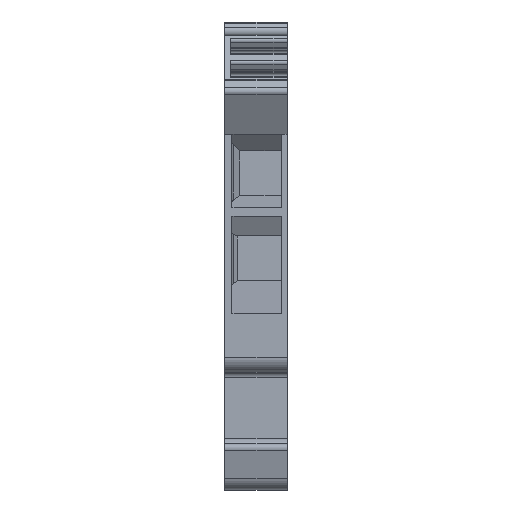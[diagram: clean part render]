
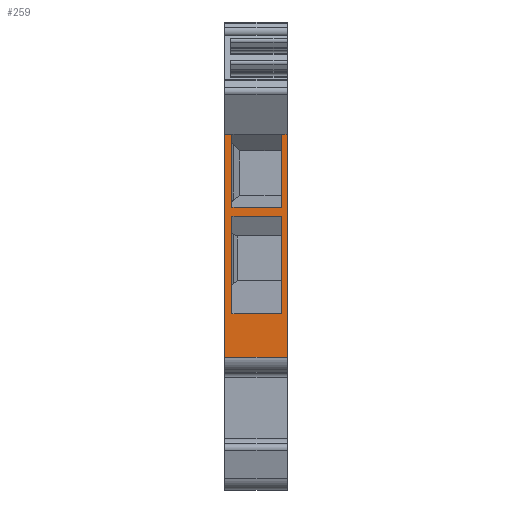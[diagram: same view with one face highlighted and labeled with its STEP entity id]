
A CAD part, left-side view. The second image highlights one B-rep face of the part: STEP entity #259.
In plain terms, the highlighted planar face has unit normal (-1, 0, 0).
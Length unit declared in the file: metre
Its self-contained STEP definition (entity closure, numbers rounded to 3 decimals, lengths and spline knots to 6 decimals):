
#259 = ADVANCED_FACE( '', ( #656, #657 ), #658, .T. );
#656 = FACE_OUTER_BOUND( '', #1072, .T. );
#657 = FACE_BOUND( '', #1073, .T. );
#658 = PLANE( '', #1074 );
#1072 = EDGE_LOOP( '', ( #2725, #2726, #2727, #2728, #2729, #2730, #2731, #2732 ) );
#1073 = EDGE_LOOP( '', ( #2733, #2734, #2735, #2736 ) );
#1074 = AXIS2_PLACEMENT_3D( '', #2737, #2738, #2739 );
#2725 = ORIENTED_EDGE( '', *, *, #3344, .F. );
#2726 = ORIENTED_EDGE( '', *, *, #3354, .T. );
#2727 = ORIENTED_EDGE( '', *, *, #3307, .F. );
#2728 = ORIENTED_EDGE( '', *, *, #3278, .F. );
#2729 = ORIENTED_EDGE( '', *, *, #3002, .T. );
#2730 = ORIENTED_EDGE( '', *, *, #3356, .T. );
#2731 = ORIENTED_EDGE( '', *, *, #3385, .F. );
#2732 = ORIENTED_EDGE( '', *, *, #3181, .F. );
#2733 = ORIENTED_EDGE( '', *, *, #3197, .T. );
#2734 = ORIENTED_EDGE( '', *, *, #3194, .T. );
#2735 = ORIENTED_EDGE( '', *, *, #3373, .T. );
#2736 = ORIENTED_EDGE( '', *, *, #3410, .T. );
#2737 = CARTESIAN_POINT( '', ( -0.029451, -0.00305, 0.0167 ) );
#2738 = DIRECTION( '', ( -1., 0., 0. ) );
#2739 = DIRECTION( '', ( 0., 0., 1. ) );
#3002 = EDGE_CURVE( '', #3719, #3717, #3720, .T. );
#3181 = EDGE_CURVE( '', #4015, #4017, #4018, .F. );
#3194 = EDGE_CURVE( '', #4041, #4039, #4042, .T. );
#3197 = EDGE_CURVE( '', #4045, #4041, #4046, .T. );
#3278 = EDGE_CURVE( '', #3719, #4168, #4171, .T. );
#3307 = EDGE_CURVE( '', #4168, #4219, #4220, .F. );
#3344 = EDGE_CURVE( '', #4274, #4015, #4275, .F. );
#3354 = EDGE_CURVE( '', #4274, #4219, #4285, .F. );
#3356 = EDGE_CURVE( '', #3717, #4286, #4288, .F. );
#3373 = EDGE_CURVE( '', #4039, #4307, #4309, .T. );
#3385 = EDGE_CURVE( '', #4017, #4286, #4321, .F. );
#3410 = EDGE_CURVE( '', #4307, #4045, #4353, .T. );
#3717 = VERTEX_POINT( '', #4759 );
#3719 = VERTEX_POINT( '', #4762 );
#3720 = LINE( '', #4763, #4764 );
#4015 = VERTEX_POINT( '', #5194 );
#4017 = VERTEX_POINT( '', #5197 );
#4018 = LINE( '', #5198, #5199 );
#4039 = VERTEX_POINT( '', #5230 );
#4041 = VERTEX_POINT( '', #5233 );
#4042 = LINE( '', #5234, #5235 );
#4045 = VERTEX_POINT( '', #5240 );
#4046 = LINE( '', #5241, #5242 );
#4168 = VERTEX_POINT( '', #5422 );
#4171 = LINE( '', #5426, #5427 );
#4219 = VERTEX_POINT( '', #5499 );
#4220 = LINE( '', #5500, #5501 );
#4274 = VERTEX_POINT( '', #5578 );
#4275 = LINE( '', #5579, #5580 );
#4285 = LINE( '', #5599, #5600 );
#4286 = VERTEX_POINT( '', #5601 );
#4288 = LINE( '', #5604, #5605 );
#4307 = VERTEX_POINT( '', #5637 );
#4309 = LINE( '', #5640, #5641 );
#4321 = LINE( '', #5664, #5665 );
#4353 = LINE( '', #5716, #5717 );
#4759 = CARTESIAN_POINT( '', ( -0.029451, -0.00305, 0.0167 ) );
#4762 = CARTESIAN_POINT( '', ( -0.02945, -0.00305, -0.0051 ) );
#4763 = CARTESIAN_POINT( '', ( -0.029451, -0.00305, 0.0167 ) );
#4764 = VECTOR( '', #5990, 1. );
#5194 = CARTESIAN_POINT( '', ( -0.029451, 0.00235, 0.009549 ) );
#5197 = CARTESIAN_POINT( '', ( -0.029451, -0.0025, 0.009549 ) );
#5198 = CARTESIAN_POINT( '', ( -0.029451, 0., 0.009549 ) );
#5199 = VECTOR( '', #6253, 1. );
#5230 = CARTESIAN_POINT( '', ( -0.02945, -0.0025, -0.000851 ) );
#5233 = CARTESIAN_POINT( '', ( -0.029451, -0.0025, 0.008691 ) );
#5234 = CARTESIAN_POINT( '', ( -0.029451, -0.0025, 0.0167 ) );
#5235 = VECTOR( '', #6268, 1. );
#5240 = CARTESIAN_POINT( '', ( -0.029451, 0.00235, 0.008691 ) );
#5241 = CARTESIAN_POINT( '', ( -0.029451, -0.00305, 0.008691 ) );
#5242 = VECTOR( '', #6271, 1. );
#5422 = CARTESIAN_POINT( '', ( -0.02945, 0.00305, -0.0051 ) );
#5426 = CARTESIAN_POINT( '', ( -0.02945, -0.00305, -0.0051 ) );
#5427 = VECTOR( '', #6394, 1. );
#5499 = CARTESIAN_POINT( '', ( -0.029451, 0.00305, 0.0167 ) );
#5500 = CARTESIAN_POINT( '', ( -0.02945, 0.00305, -0.013065 ) );
#5501 = VECTOR( '', #6431, 1. );
#5578 = CARTESIAN_POINT( '', ( -0.029451, 0.00235, 0.0167 ) );
#5579 = CARTESIAN_POINT( '', ( -0.029447, 0.00235, -0.050912 ) );
#5580 = VECTOR( '', #6494, 1. );
#5599 = CARTESIAN_POINT( '', ( -0.029451, -0.00305, 0.0167 ) );
#5600 = VECTOR( '', #6504, 1. );
#5601 = CARTESIAN_POINT( '', ( -0.029451, -0.0025, 0.0167 ) );
#5604 = CARTESIAN_POINT( '', ( -0.029451, -0.00305, 0.0167 ) );
#5605 = VECTOR( '', #6506, 1. );
#5637 = CARTESIAN_POINT( '', ( -0.02945, 0.00235, -0.000851 ) );
#5640 = CARTESIAN_POINT( '', ( -0.02945, -0.00305, -0.000851 ) );
#5641 = VECTOR( '', #6527, 1. );
#5664 = CARTESIAN_POINT( '', ( -0.029447, -0.0025, -0.050912 ) );
#5665 = VECTOR( '', #6539, 1. );
#5716 = CARTESIAN_POINT( '', ( -0.029451, 0.00235, 0.0167 ) );
#5717 = VECTOR( '', #6574, 1. );
#5990 = DIRECTION( '', ( 0., 0., 1. ) );
#6253 = DIRECTION( '', ( 0., 1., 0. ) );
#6268 = DIRECTION( '', ( 0., 0., -1. ) );
#6271 = DIRECTION( '', ( 0., -1., 0. ) );
#6394 = DIRECTION( '', ( 0., 1., 0. ) );
#6431 = DIRECTION( '', ( 0., 0., -1. ) );
#6494 = DIRECTION( '', ( 0., 0., 1. ) );
#6504 = DIRECTION( '', ( 0., -1., 0. ) );
#6506 = DIRECTION( '', ( 0., -1., 0. ) );
#6527 = DIRECTION( '', ( 0., 1., 0. ) );
#6539 = DIRECTION( '', ( 0., 0., -1. ) );
#6574 = DIRECTION( '', ( 0., 0., 1. ) );
